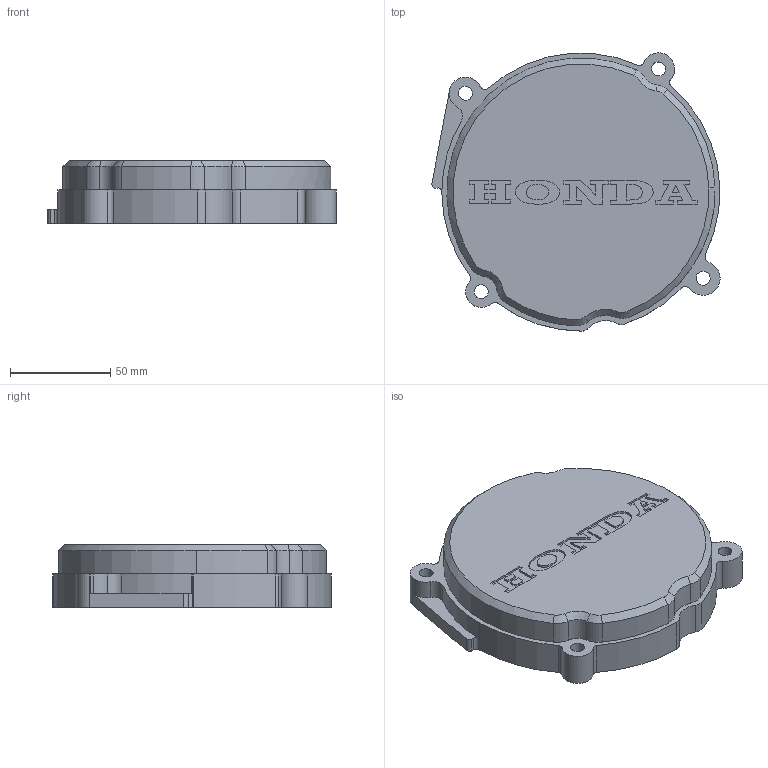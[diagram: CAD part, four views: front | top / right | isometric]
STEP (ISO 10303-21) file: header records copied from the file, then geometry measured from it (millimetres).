
FILE_DESCRIPTION( ( 'STEP AP203' ), '1' );
FILE_NAME( ' ', ' ', ( ' ' ), ( ' ' ), 'PSStep 10.0', ' ', ' ' );
FILE_SCHEMA( ( 'CONFIG_CONTROL_DESIGN' ) );
Length unit declared in the file: millimetre
Products named in the file (1): 1
Bounding box: 144.02 x 139.08 x 31 mm (x, y, z)
Volume: 108343.4 mm3; surface area: 59746.9 mm2
Topology: 1 solids, 1 shells, 235 faces, 643 edges, 421 vertices
Faces by surface type: plane 105, cylinder 95, cone 13, bspline 12, torus 10
Entity records: 8749 total; most frequent: CARTESIAN_POINT 2592, DIRECTION 1295, ORIENTED_EDGE 1286, EDGE_CURVE 643, AXIS2_PLACEMENT_3D 452, VERTEX_POINT 421, LINE 391, VECTOR 391
